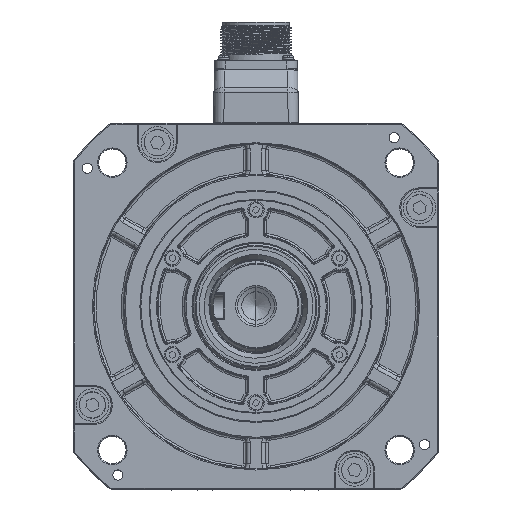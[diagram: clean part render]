
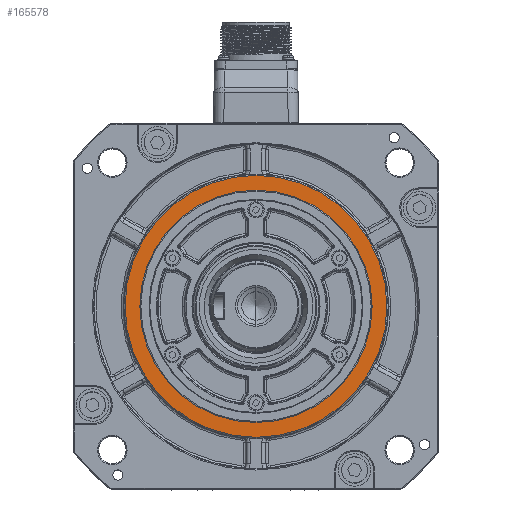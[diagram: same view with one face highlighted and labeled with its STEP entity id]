
A CAD part, top view. The second image highlights one B-rep face of the part: STEP entity #165578.
In plain terms, the highlighted planar face has unit normal (0, 0, 1).
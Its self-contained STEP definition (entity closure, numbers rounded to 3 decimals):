
#162288=CARTESIAN_POINT('',(-64.452,0.,135.5));
#162289=VERTEX_POINT('',#162288);
#162290=CARTESIAN_POINT('',(64.452,0.,135.5));
#162291=VERTEX_POINT('',#162290);
#162292=CARTESIAN_POINT('',(0.,0.,135.5));
#162293=DIRECTION('',(-1.,0.,0.));
#162294=DIRECTION('',(0.,0.,-1.));
#162295=AXIS2_PLACEMENT_3D('',#162292,#162294,#162293);
#162296=CIRCLE('',#162295,64.452);
#162297=EDGE_CURVE('',#162289,#162291,#162296,.T.);
#163035=CARTESIAN_POINT('',(0.,0.,135.5));
#163036=DIRECTION('',(1.,0.,0.));
#163037=DIRECTION('',(-0.,0.,-1.));
#163038=AXIS2_PLACEMENT_3D('',#163035,#163037,#163036);
#163039=CIRCLE('',#163038,64.452);
#163040=EDGE_CURVE('',#162291,#162289,#163039,.T.);
#165549=CARTESIAN_POINT('',(57.15,0.,135.5));
#165550=DIRECTION('',(1.,0.,0.));
#165551=DIRECTION('',(0.,0.,1.));
#165552=AXIS2_PLACEMENT_3D('',#165549,#165551,#165550);
#165553=PLANE('',#165552);
#165554=ORIENTED_EDGE('',*,*,#162297,.F.);
#165555=ORIENTED_EDGE('',*,*,#163040,.F.);
#165556=EDGE_LOOP('',(#165554,#165555));
#165557=FACE_OUTER_BOUND('',#165556,.T.);
#165558=CARTESIAN_POINT('',(57.15,0.,135.5));
#165559=VERTEX_POINT('',#165558);
#165560=CARTESIAN_POINT('',(-57.15,0.,135.5));
#165561=VERTEX_POINT('',#165560);
#165562=CARTESIAN_POINT('',(0.,0.,135.5));
#165563=DIRECTION('',(1.,0.,0.));
#165564=DIRECTION('',(0.,0.,1.));
#165565=AXIS2_PLACEMENT_3D('',#165562,#165564,#165563);
#165566=CIRCLE('',#165565,57.15);
#165567=EDGE_CURVE('',#165559,#165561,#165566,.T.);
#165568=ORIENTED_EDGE('',*,*,#165567,.F.);
#165569=CARTESIAN_POINT('',(0.,0.,135.5));
#165570=DIRECTION('',(-1.,0.,0.));
#165571=DIRECTION('',(0.,0.,1.));
#165572=AXIS2_PLACEMENT_3D('',#165569,#165571,#165570);
#165573=CIRCLE('',#165572,57.15);
#165574=EDGE_CURVE('',#165561,#165559,#165573,.T.);
#165575=ORIENTED_EDGE('',*,*,#165574,.F.);
#165576=EDGE_LOOP('',(#165568,#165575));
#165577=FACE_BOUND('',#165576,.T.);
#165578=ADVANCED_FACE('',(#165557,#165577),#165553,.T.);
